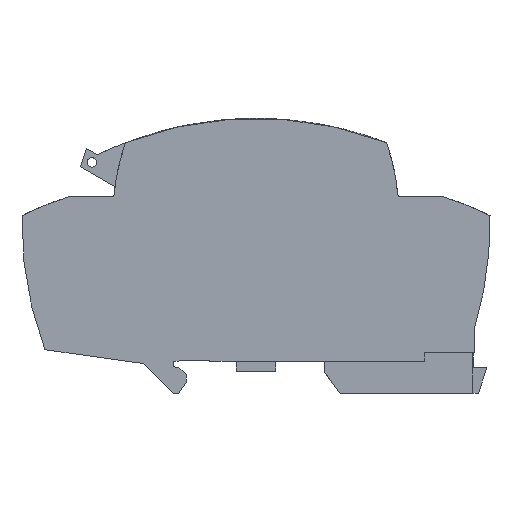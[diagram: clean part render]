
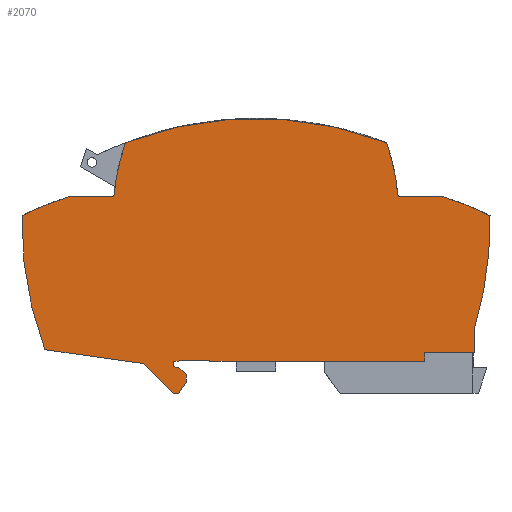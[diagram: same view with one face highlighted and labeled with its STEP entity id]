
A CAD part, left-side view. The second image highlights one B-rep face of the part: STEP entity #2070.
In plain terms, the highlighted face is planar.
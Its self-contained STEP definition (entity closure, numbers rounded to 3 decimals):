
#10=CARTESIAN_POINT('',(-18.47,-8.562,
41.45));
#20=DIRECTION('',(0.,0.,-1.));
#30=DIRECTION('',(1.,0.,0.));
#40=AXIS2_PLACEMENT_3D('',#10,#20,#30);
#50=PLANE('',#40);
#60=CARTESIAN_POINT('',(-53.806,41.57,
41.45));
#70=DIRECTION('',(-1.,0.,0.));
#80=VECTOR('',#70,1.);
#90=LINE('',#60,#80);
#100=CARTESIAN_POINT('',(-3.42,41.57,
41.45));
#110=VERTEX_POINT('',#100);
#120=CARTESIAN_POINT('',(-8.834,41.57,
41.45));
#130=VERTEX_POINT('',#120);
#140=EDGE_CURVE('',#110,#130,#90,.T.);
#150=ORIENTED_EDGE('',*,*,#140,.T.);
#160=CARTESIAN_POINT('',(-53.806,37.162,
41.45));
#170=DIRECTION('',(-0.996,-0.087,
0.));
#180=VECTOR('',#170,1.);
#190=LINE('',#160,#180);
#200=CARTESIAN_POINT('',(-1.134,41.77,
41.45));
#210=VERTEX_POINT('',#200);
#220=EDGE_CURVE('',#210,#110,#190,.T.);
#230=ORIENTED_EDGE('',*,*,#220,.T.);
#240=CARTESIAN_POINT('',(-1.134,26.968,
41.45));
#250=DIRECTION('',(0.,1.,0.));
#260=VECTOR('',#250,1.);
#270=LINE('',#240,#260);
#280=CARTESIAN_POINT('',(-1.134,42.87,
41.45));
#290=VERTEX_POINT('',#280);
#300=EDGE_CURVE('',#210,#290,#270,.T.);
#310=ORIENTED_EDGE('',*,*,#300,.F.);
#320=CARTESIAN_POINT('',(-53.806,56.983,
41.45));
#330=DIRECTION('',(-0.966,0.259,
0.));
#340=VECTOR('',#330,1.);
#350=LINE('',#320,#340);
#360=CARTESIAN_POINT('',(-2.432,43.218,
41.45));
#370=VERTEX_POINT('',#360);
#380=EDGE_CURVE('',#290,#370,#350,.T.);
#390=ORIENTED_EDGE('',*,*,#380,.F.);
#400=CARTESIAN_POINT('',(13.818,26.968,
41.45));
#410=DIRECTION('',(-0.707,0.707,
0.));
#420=VECTOR('',#410,1.);
#430=LINE('',#400,#420);
#440=CARTESIAN_POINT('',(-3.784,44.57,
41.45));
#450=VERTEX_POINT('',#440);
#460=EDGE_CURVE('',#370,#450,#430,.T.);
#470=ORIENTED_EDGE('',*,*,#460,.F.);
#480=CARTESIAN_POINT('',(-3.784,26.968,
41.45));
#490=DIRECTION('',(0.,1.,0.));
#500=VECTOR('',#490,1.);
#510=LINE('',#480,#500);
#520=CARTESIAN_POINT('',(-3.784,46.22,
41.45));
#530=VERTEX_POINT('',#520);
#540=EDGE_CURVE('',#450,#530,#510,.T.);
#550=ORIENTED_EDGE('',*,*,#540,.F.);
#560=CARTESIAN_POINT('',(-17.265,26.968,
41.45));
#570=DIRECTION('',(0.574,0.819,
0.));
#580=VECTOR('',#570,1.);
#590=LINE('',#560,#580);
#600=CARTESIAN_POINT('',(-2.104,48.62,
41.45));
#610=VERTEX_POINT('',#600);
#620=EDGE_CURVE('',#530,#610,#590,.T.);
#630=ORIENTED_EDGE('',*,*,#620,.F.);
#640=CARTESIAN_POINT('',(-53.806,48.62,
41.45));
#650=DIRECTION('',(1.,0.,0.));
#660=VECTOR('',#650,1.);
#670=LINE('',#640,#660);
#680=CARTESIAN_POINT('',(-1.034,48.62,
41.45));
#690=VERTEX_POINT('',#680);
#700=EDGE_CURVE('',#610,#690,#670,.T.);
#710=ORIENTED_EDGE('',*,*,#700,.F.);
#720=CARTESIAN_POINT('',(20.618,26.968,
41.45));
#730=DIRECTION('',(0.707,-0.707,
0.));
#740=VECTOR('',#730,1.);
#750=LINE('',#720,#740);
#760=CARTESIAN_POINT('',(5.366,42.22,
41.45));
#770=VERTEX_POINT('',#760);
#780=EDGE_CURVE('',#690,#770,#750,.T.);
#790=ORIENTED_EDGE('',*,*,#780,.F.);
#800=CARTESIAN_POINT('',(-53.806,50.559,
41.45));
#810=DIRECTION('',(-0.99,0.14,
0.));
#820=VECTOR('',#810,1.);
#830=LINE('',#800,#820);
#840=CARTESIAN_POINT('',(26.299,39.27,
41.45));
#850=VERTEX_POINT('',#840);
#860=EDGE_CURVE('',#850,#770,#830,.T.);
#870=ORIENTED_EDGE('',*,*,#860,.T.);
#880=CARTESIAN_POINT('',(-44.8,12.421,
41.45));
#890=DIRECTION('',(0.,0.,-1.));
#900=DIRECTION('',(0.99,0.139,
0.));
#910=AXIS2_PLACEMENT_3D('',#880,#890,#900);
#920=CIRCLE('',#910,76.);
#930=CARTESIAN_POINT('',(31.181,10.707,
41.45));
#940=VERTEX_POINT('',#930);
#950=EDGE_CURVE('',#850,#940,#920,.T.);
#960=ORIENTED_EDGE('',*,*,#950,.F.);
#970=CARTESIAN_POINT('',(-2.441,80.09,
41.45));
#980=DIRECTION('',(0.,0.,1.));
#990=DIRECTION('',(1.,0.,0.));
#1000=AXIS2_PLACEMENT_3D('',#970,#980,#990);
#1010=CIRCLE('',#1000,77.1);
#1020=CARTESIAN_POINT('',(21.096,6.67,
41.45));
#1030=VERTEX_POINT('',#1020);
#1040=EDGE_CURVE('',#1030,#940,#1010,.T.);
#1050=ORIENTED_EDGE('',*,*,#1040,.T.);
#1060=CARTESIAN_POINT('',(-18.47,6.67,
41.45));
#1070=DIRECTION('',(-1.,0.,0.));
#1080=VECTOR('',#1070,1.);
#1090=LINE('',#1060,#1080);
#1100=CARTESIAN_POINT('',(11.639,6.67,
41.45));
#1110=VERTEX_POINT('',#1100);
#1120=EDGE_CURVE('',#1030,#1110,#1090,.T.);
#1130=ORIENTED_EDGE('',*,*,#1120,.F.);
#1140=CARTESIAN_POINT('',(-38.134,11.429,
41.45));
#1150=DIRECTION('',(0.,0.,1.));
#1160=DIRECTION('',(1.,0.,0.));
#1170=AXIS2_PLACEMENT_3D('',#1140,#1150,#1160);
#1180=CIRCLE('',#1170,50.);
#1190=CARTESIAN_POINT('',(9.16,-4.795,
41.45));
#1200=VERTEX_POINT('',#1190);
#1210=EDGE_CURVE('',#1200,#1110,#1180,.T.);
#1220=ORIENTED_EDGE('',*,*,#1210,.T.);
#1230=CARTESIAN_POINT('',(-18.634,67.121,
41.45));
#1240=DIRECTION('',(0.,0.,-1.));
#1250=DIRECTION('',(0.,1.,0.));
#1260=AXIS2_PLACEMENT_3D('',#1230,#1240,#1250);
#1270=CIRCLE('',#1260,77.1);
#1280=CARTESIAN_POINT('',(-46.429,-4.795,
41.45));
#1290=VERTEX_POINT('',#1280);
#1300=EDGE_CURVE('',#1200,#1290,#1270,.T.);
#1310=ORIENTED_EDGE('',*,*,#1300,.F.);
#1320=CARTESIAN_POINT('',(0.866,11.429,
41.45));
#1330=DIRECTION('',(0.,0.,-1.));
#1340=DIRECTION('',(1.,0.,0.));
#1350=AXIS2_PLACEMENT_3D('',#1320,#1330,#1340);
#1360=CIRCLE('',#1350,50.);
#1370=CARTESIAN_POINT('',(-48.907,6.67,
41.45));
#1380=VERTEX_POINT('',#1370);
#1390=EDGE_CURVE('',#1290,#1380,#1360,.T.);
#1400=ORIENTED_EDGE('',*,*,#1390,.F.);
#1410=CARTESIAN_POINT('',(-53.806,6.67,
41.45));
#1420=DIRECTION('',(-1.,0.,0.));
#1430=VECTOR('',#1420,1.);
#1440=LINE('',#1410,#1430);
#1450=CARTESIAN_POINT('',(-58.364,6.67,
41.45));
#1460=VERTEX_POINT('',#1450);
#1470=EDGE_CURVE('',#1380,#1460,#1440,.T.);
#1480=ORIENTED_EDGE('',*,*,#1470,.F.);
#1490=CARTESIAN_POINT('',(-34.828,80.09,
41.45));
#1500=DIRECTION('',(0.,0.,-1.));
#1510=DIRECTION('',(1.,0.,0.));
#1520=AXIS2_PLACEMENT_3D('',#1490,#1500,#1510);
#1530=CIRCLE('',#1520,77.1);
#1540=CARTESIAN_POINT('',(-68.449,10.707,
41.45));
#1550=VERTEX_POINT('',#1540);
#1560=EDGE_CURVE('',#1460,#1550,#1530,.T.);
#1570=ORIENTED_EDGE('',*,*,#1560,.F.);
#1580=CARTESIAN_POINT('',(7.532,12.421,
41.45));
#1590=DIRECTION('',(0.,0.,1.));
#1600=DIRECTION('',(-0.99,0.139,
0.));
#1610=AXIS2_PLACEMENT_3D('',#1580,#1590,#1600);
#1620=CIRCLE('',#1610,76.);
#1630=CARTESIAN_POINT('',(-65.064,34.911,
41.45));
#1640=VERTEX_POINT('',#1630);
#1650=EDGE_CURVE('',#1640,#1550,#1620,.T.);
#1660=ORIENTED_EDGE('',*,*,#1650,.T.);
#1670=CARTESIAN_POINT('',(-65.064,26.968,
41.45));
#1680=DIRECTION('',(0.,-1.,0.));
#1690=VECTOR('',#1680,1.);
#1700=LINE('',#1670,#1690);
#1710=CARTESIAN_POINT('',(-65.064,39.87,
41.45));
#1720=VERTEX_POINT('',#1710);
#1730=EDGE_CURVE('',#1720,#1640,#1700,.T.);
#1740=ORIENTED_EDGE('',*,*,#1730,.T.);
#1750=CARTESIAN_POINT('',(-53.806,39.87,
41.45));
#1760=DIRECTION('',(1.,0.,0.));
#1770=VECTOR('',#1760,1.);
#1780=LINE('',#1750,#1770);
#1790=CARTESIAN_POINT('',(-54.524,39.87,
41.45));
#1800=VERTEX_POINT('',#1790);
#1810=EDGE_CURVE('',#1720,#1800,#1780,.T.);
#1820=ORIENTED_EDGE('',*,*,#1810,.F.);
#1830=CARTESIAN_POINT('',(-54.524,-8.562,
41.45));
#1840=DIRECTION('',(0.,-1.,0.));
#1850=VECTOR('',#1840,1.);
#1860=LINE('',#1830,#1850);
#1870=CARTESIAN_POINT('',(-54.524,41.77,
41.45));
#1880=VERTEX_POINT('',#1870);
#1890=EDGE_CURVE('',#1880,#1800,#1860,.T.);
#1900=ORIENTED_EDGE('',*,*,#1890,.T.);
#1910=CARTESIAN_POINT('',(-18.47,41.77,
41.45));
#1920=DIRECTION('',(1.,0.,0.));
#1930=VECTOR('',#1920,1.);
#1940=LINE('',#1910,#1930);
#1950=CARTESIAN_POINT('',(-8.834,41.77,
41.45));
#1960=VERTEX_POINT('',#1950);
#1970=EDGE_CURVE('',#1880,#1960,#1940,.T.);
#1980=ORIENTED_EDGE('',*,*,#1970,.F.);
#1990=CARTESIAN_POINT('',(-8.834,-8.562,
41.45));
#2000=DIRECTION('',(0.,-1.,0.));
#2010=VECTOR('',#2000,1.);
#2020=LINE('',#1990,#2010);
#2030=EDGE_CURVE('',#1960,#130,#2020,.T.);
#2040=ORIENTED_EDGE('',*,*,#2030,.F.);
#2050=EDGE_LOOP('',(#2040,#1980,#1900,#1820,#1740,#1660,#1570,#1480,
#1400,#1310,#1220,#1130,#1050,#960,#870,#790,#710,#630,#550,#470,#390,
#310,#230,#150));
#2060=FACE_OUTER_BOUND('',#2050,.T.);
#2070=ADVANCED_FACE('',(#2060),#50,.F.);
